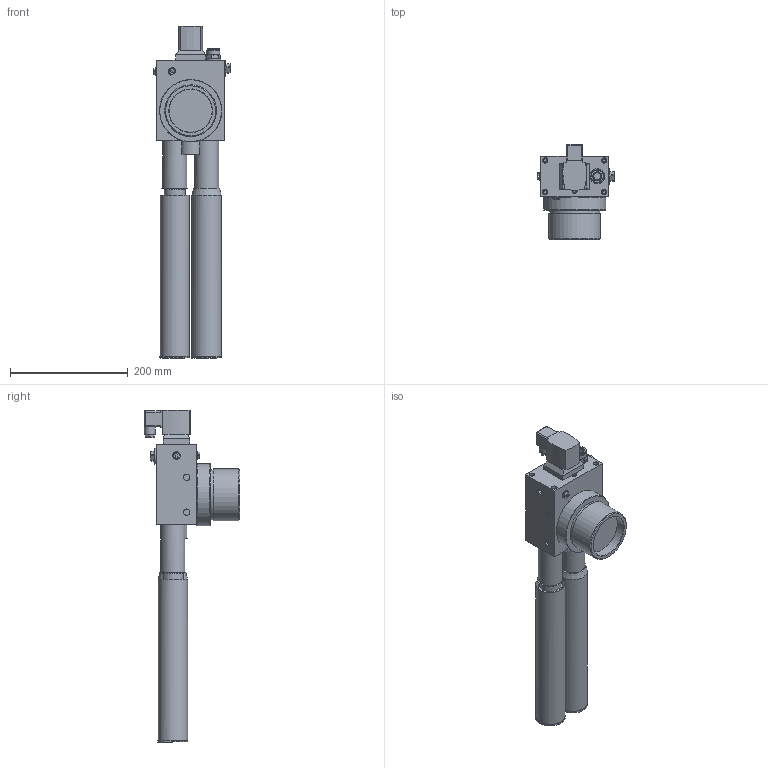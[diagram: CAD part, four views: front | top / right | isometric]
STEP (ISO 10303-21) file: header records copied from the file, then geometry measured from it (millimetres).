
FILE_DESCRIPTION(/* description */ (''),/* implementation_level */ '2;1');
FILE_NAME(/* name */ 'evkac280sxxx.stp',/* time_stamp */ '2021-09-09T17:30:29+02:00',/* author */ ('enginyeria'),/* organization */ (''),/* preprocessor_version */ 'ST-DEVELOPER v17.2',/* originating_system */ 'Autodesk Inventor 2019',/* authorisation */ '');
FILE_SCHEMA (('CONFIG_CONTROL_DESIGN'));
Length unit declared in the file: millimetre
Products named in the file (3): ensa; 3D_pcevkac2r2; Pieza126
Assembly tree (2 placements, depth 2):
  ensa
    3D_pcevkac2r2
    Pieza126
Bounding box: 130.5 x 162 x 564 mm (x, y, z)
Volume: 2218049.9 mm3; surface area: 339912.1 mm2
Topology: 3 solids, 13 shells, 314 faces, 777 edges, 540 vertices
Faces by surface type: plane 188, cylinder 108, cone 16, torus 2
Full cylindrical faces by diameter (mm): 3.242 x4, 5.5 x5, 7 x3, 9 x5, 10 x2, 10.8 x4, 12.2 x1, 13 x1, 14 x1, 15.6 x1, 16.5 x1, 18.5 x1, 20.8 x1, 21.7 x1, 26 x1, 27 x2, 34 x2, 35 x2, 35.4 x4, 40.9 x2, 41 x2, 44.4 x2, 50 x2, 51 x2, 70.05 x1, 73 x1, 84.926 x1, 87.884 x1, 106 x1
Entity records: 9880 total; most frequent: CARTESIAN_POINT 1774, DIRECTION 1747, ORIENTED_EDGE 1556, EDGE_CURVE 778, AXIS2_PLACEMENT_3D 668, VERTEX_POINT 540, LINE 411, VECTOR 411
